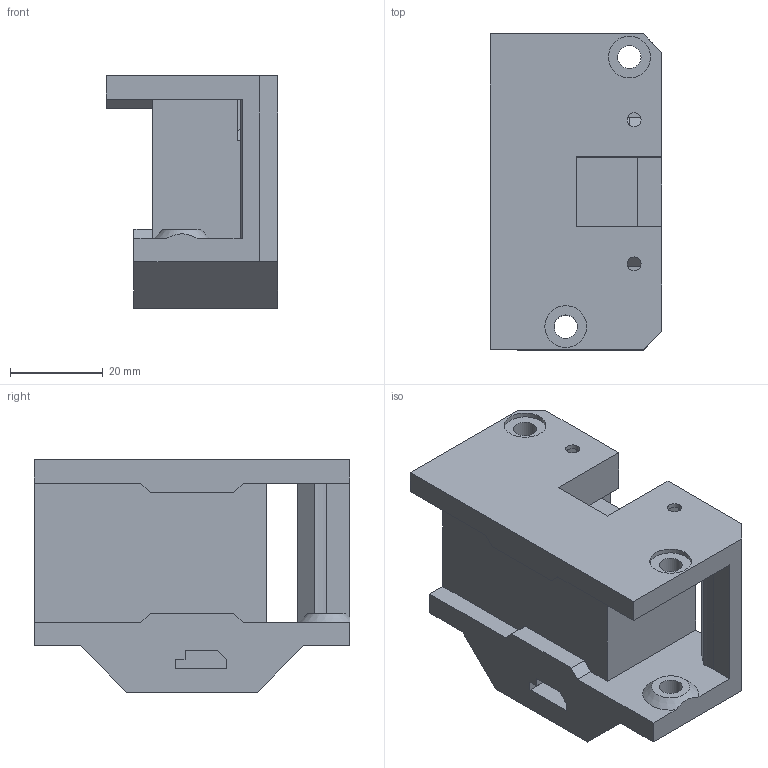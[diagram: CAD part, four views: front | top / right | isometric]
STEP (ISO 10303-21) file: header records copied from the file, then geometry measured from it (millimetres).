
FILE_DESCRIPTION(/* description */ (''),/* implementation_level */ '2;1');
FILE_NAME(/* name */ '5f14ac09b62fa614c16c9874',/* time_stamp */ '2020-07-19T20:24:42+00:00',/* author */ (''),/* organization */ (''),/* preprocessor_version */ 'ST-DEVELOPER v16.7',/* originating_system */ $,/* authorisation */ $);
FILE_SCHEMA (('AUTOMOTIVE_DESIGN {1 0 10303 214 3 1 1}'));
Length unit declared in the file: metre
Products named in the file (1): XY Joiner Left
Bounding box: 37 x 68 x 50 mm (x, y, z)
Volume: 61219.2 mm3; surface area: 17857.7 mm2
Topology: 1 solids, 1 shells, 100 faces, 278 edges, 185 vertices
Faces by surface type: plane 81, cylinder 14, cone 5
Full cylindrical faces by diameter (mm): 3 x2, 5 x4, 5.1 x4, 9 x2
Entity records: 3113 total; most frequent: CARTESIAN_POINT 558, ORIENTED_EDGE 512, DIRECTION 488, EDGE_CURVE 256, LINE 216, VECTOR 216, VERTEX_POINT 179, EDGE_LOOP 139
